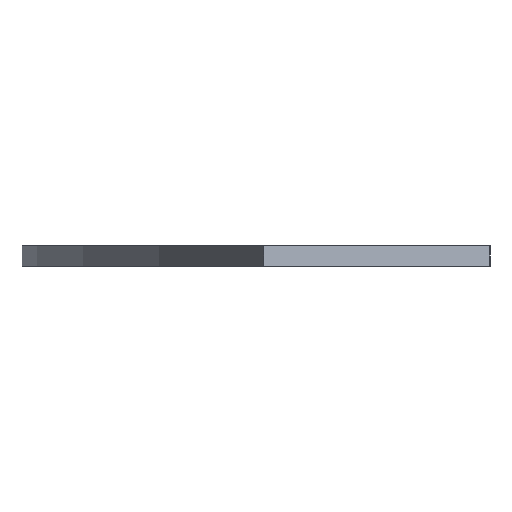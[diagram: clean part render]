
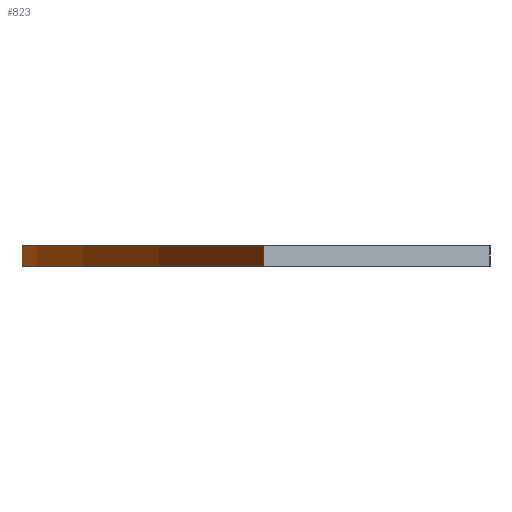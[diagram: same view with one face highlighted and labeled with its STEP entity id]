
A CAD part, left-side view. The second image highlights one B-rep face of the part: STEP entity #823.
In plain terms, the highlighted cylindrical face has radius 215.895 mm (diameter 431.79 mm), a partial arc.
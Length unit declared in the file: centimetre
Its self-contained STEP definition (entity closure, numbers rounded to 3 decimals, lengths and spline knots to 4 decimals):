
#104=CIRCLE('',#862,21.5895);
#105=CIRCLE('',#863,21.5895);
#108=CYLINDRICAL_SURFACE('',#861,21.5895);
#111=VERTEX_POINT('',#1057);
#112=VERTEX_POINT('',#1059);
#114=VERTEX_POINT('',#1065);
#115=VERTEX_POINT('',#1067);
#183=VECTOR('',#904,1.);
#186=VECTOR('',#911,1.);
#287=LINE('',#1058,#183);
#290=LINE('',#1066,#186);
#391=EDGE_CURVE('',#112,#111,#287,.T.);
#394=EDGE_CURVE('',#111,#114,#104,.T.);
#395=EDGE_CURVE('',#115,#114,#290,.T.);
#396=EDGE_CURVE('',#115,#112,#105,.T.);
#502=ORIENTED_EDGE('',*,*,#394,.T.);
#503=ORIENTED_EDGE('',*,*,#395,.F.);
#504=ORIENTED_EDGE('',*,*,#396,.T.);
#505=ORIENTED_EDGE('',*,*,#391,.T.);
#715=EDGE_LOOP('',(#502,#503,#504,#505));
#769=FACE_BOUND('',#715,.T.);
#823=ADVANCED_FACE('',(#769),#108,.T.);
#861=AXIS2_PLACEMENT_3D('',#1063,#907,#908);
#862=AXIS2_PLACEMENT_3D('',#1064,#909,#910);
#863=AXIS2_PLACEMENT_3D('',#1068,#912,#913);
#904=DIRECTION('',(0.,0.,1.));
#907=DIRECTION('',(0.,0.,1.));
#908=DIRECTION('',(21.59,0.,0.));
#909=DIRECTION('',(0.,0.,-1.));
#910=DIRECTION('',(21.59,0.,0.));
#911=DIRECTION('',(0.,0.,1.));
#912=DIRECTION('',(0.,0.,1.));
#913=DIRECTION('',(21.59,0.,0.));
#1057=CARTESIAN_POINT('',(-8.9085,0.0567,0.1588));
#1058=CARTESIAN_POINT('',(-8.9085,0.0567,0.));
#1059=CARTESIAN_POINT('',(-8.9085,0.0567,0.));
#1063=CARTESIAN_POINT('',(-0.1332,-19.669,0.));
#1064=CARTESIAN_POINT('',(-0.1332,-19.669,0.1588));
#1065=CARTESIAN_POINT('',(8.6516,0.0524,0.1588));
#1066=CARTESIAN_POINT('',(8.6516,0.0524,0.));
#1067=CARTESIAN_POINT('',(8.6516,0.0524,0.));
#1068=CARTESIAN_POINT('',(-0.1332,-19.669,0.));
